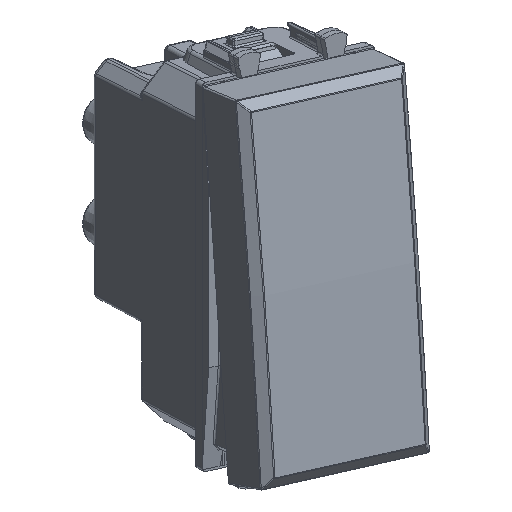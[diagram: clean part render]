
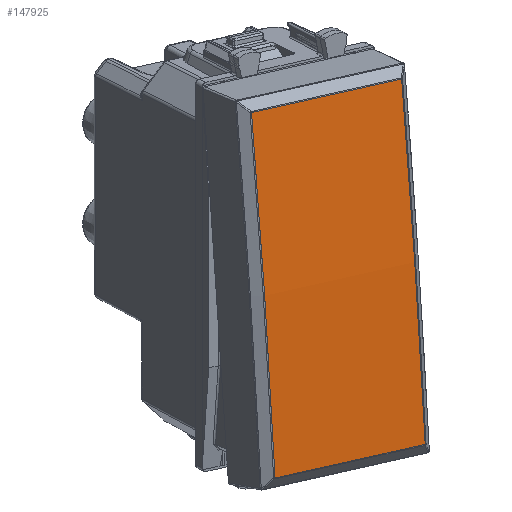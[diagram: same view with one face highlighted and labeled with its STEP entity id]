
A CAD part, top view. The second image highlights one B-rep face of the part: STEP entity #147925.
In plain terms, the highlighted cylindrical face has radius 791.456 mm (diameter 1582.91 mm), a partial arc.
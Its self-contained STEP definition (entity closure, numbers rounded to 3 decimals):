
#147692=CARTESIAN_POINT('Vertex',(9.75,-20.496,15.335)) ;
#147715=CARTESIAN_POINT('Vertex',(-9.75,-20.496,15.335)) ;
#147718=CARTESIAN_POINT('Line Origine',(0.,-20.496,15.335)) ;
#147788=CARTESIAN_POINT('Vertex',(-9.75,20.496,15.335)) ;
#147792=CARTESIAN_POINT('Control Point',(-9.75,-20.496,15.335)) ;
#147793=CARTESIAN_POINT('Control Point',(-9.745,-12.299,15.547)) ;
#147794=CARTESIAN_POINT('Control Point',(-9.742,-4.1,15.653)) ;
#147795=CARTESIAN_POINT('Control Point',(-9.742,4.1,15.653)) ;
#147796=CARTESIAN_POINT('Control Point',(-9.745,12.299,15.547)) ;
#147797=CARTESIAN_POINT('Control Point',(-9.75,20.496,15.335)) ;
#147831=CARTESIAN_POINT('Vertex',(9.75,20.496,15.335)) ;
#147834=CARTESIAN_POINT('Line Origine',(0.,20.496,15.335)) ;
#147900=CARTESIAN_POINT('Control Point',(9.75,-20.496,15.335)) ;
#147901=CARTESIAN_POINT('Control Point',(9.745,-12.299,15.547)) ;
#147902=CARTESIAN_POINT('Control Point',(9.742,-4.1,15.653)) ;
#147903=CARTESIAN_POINT('Control Point',(9.742,4.1,15.653)) ;
#147904=CARTESIAN_POINT('Control Point',(9.745,12.299,15.547)) ;
#147905=CARTESIAN_POINT('Control Point',(9.75,20.496,15.335)) ;
#147914=CARTESIAN_POINT('Axis2P3D Location',(0.,0.,-775.856)) ;
#147719=DIRECTION('Vector Direction',(1.,0.,0.)) ;
#147835=DIRECTION('Vector Direction',(1.,0.,0.)) ;
#147915=DIRECTION('Axis2P3D Direction',(-1.,0.,0.)) ;
#147916=DIRECTION('Axis2P3D XDirection',(0.,-0.028,1.)) ;
#147917=AXIS2_PLACEMENT_3D('Cylinder Axis2P3D',#147914,#147915,#147916) ;
#147920=ORIENTED_EDGE('',*,*,#147906,.T.) ;
#147921=ORIENTED_EDGE('',*,*,#147838,.T.) ;
#147922=ORIENTED_EDGE('',*,*,#147798,.T.) ;
#147923=ORIENTED_EDGE('',*,*,#147722,.T.) ;
#147720=VECTOR('Line Direction',#147719,1.) ;
#147836=VECTOR('Line Direction',#147835,1.) ;
#147925=ADVANCED_FACE('PartBody',(#147924),#147918,.T.) ;
#147791=B_SPLINE_CURVE_WITH_KNOTS('',5,(#147792,#147793,#147794,#147795,#147796,#147797),.UNSPECIFIED.,.F.,.U.,(6,6),(17.303,88.274),.UNSPECIFIED.) ;
#147899=B_SPLINE_CURVE_WITH_KNOTS('',5,(#147900,#147901,#147902,#147903,#147904,#147905),.UNSPECIFIED.,.F.,.U.,(6,6),(17.303,88.274),.UNSPECIFIED.) ;
#147918=CYLINDRICAL_SURFACE('generated cylinder',#147917,791.456) ;
#147722=EDGE_CURVE('',#147716,#147693,#147721,.T.) ;
#147798=EDGE_CURVE('',#147789,#147716,#147791,.F.) ;
#147838=EDGE_CURVE('',#147832,#147789,#147837,.F.) ;
#147906=EDGE_CURVE('',#147693,#147832,#147899,.T.) ;
#147919=EDGE_LOOP('',(#147920,#147921,#147922,#147923)) ;
#147924=FACE_OUTER_BOUND('',#147919,.T.) ;
#147721=LINE('Line',#147718,#147720) ;
#147837=LINE('Line',#147834,#147836) ;
#147693=VERTEX_POINT('',#147692) ;
#147716=VERTEX_POINT('',#147715) ;
#147789=VERTEX_POINT('',#147788) ;
#147832=VERTEX_POINT('',#147831) ;
